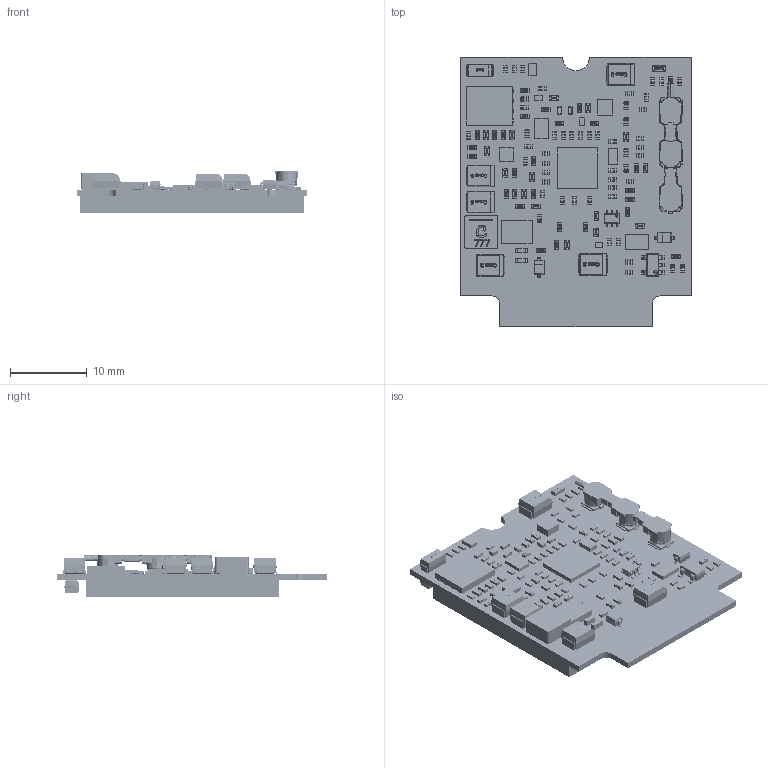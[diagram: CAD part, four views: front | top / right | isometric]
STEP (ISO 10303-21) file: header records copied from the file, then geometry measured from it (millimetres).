
FILE_DESCRIPTION(/* description */ ('PCB Design'),/* implementation_level */ '2;1');
FILE_NAME(/* name */ '20173047_NOTECARD-M2-NBX-NEWSTACKUP_V11',/* time_stamp */ '2020-04-06T16:54:21+02:00',/* author */ (''),/* organization */ (''),/* preprocessor_version */ 'ST-DEVELOPER v16',/* originating_system */ 'allegro_17.2S065',/* authorisation */ '');
FILE_SCHEMA (('AUTOMOTIVE_DESIGN { 1 0 10303 214 3 1 1 }'));
Products named in the file (68): 20173047_NOTECARD-M2-NBX-NEWSTACKUP_V11; BOARD_OUTLINE; COMPONENTS; CS-T-A; MOD-EG91; UDFN3; RS-0603; UFQFN12-0180X0180; J-3-MDS-UFL; CS-T-B; UFDFN3; MOD-BG95; IC-STSAFE-A100; UFQFN16; Y-ABS06; WLCSP144; LD-0402; WDFN8-EXP-0600X0500; VFLGA12; SOT363; SOT23-5; LS-0402; SOD323; IC-TPS6302X; CS-C-0603; LS-XFL4020; RS-0402; CS-C-0402; User Library-Tantalum Capacitor Case A_Tantalum case A part2; User Library-Tantalum Capacitor Case A_Tantalum case A part1; User Library-Tantalum Capacitor Case A; Document; User Library-RES_1609-0603; User Library-Tantalum Capacitor Case B_Tantalum case B part2; User Library-Tantalum Capacitor Case B_Tantalum case B part1; User Library-Tantalum Capacitor Case B; ASSEMBLY; User Library-led_0402; User Library-DFN8-5X6_Pad005; User Library-DFN8-5X6_Pad008 ...
Assembly tree (172 placements, depth 5):
  20173047_NOTECARD-M2-NBX-NEWSTACKUP_V11
    BOARD_OUTLINE
    COMPONENTS
      CS-T-A  x4
        User Library-Tantalum Capacitor Case A
          User Library-Tantalum Capacitor Case A_Tantalum case A part1
          User Library-Tantalum Capacitor Case A_Tantalum case A part2  x2
      MOD-EG91
        Document
      UDFN3
        Document
      RS-0603
        User Library-RES_1609-0603
      UFQFN12-0180X0180
        Document
      J-3-MDS-UFL  x3
        Document
      CS-T-B  x5
        User Library-Tantalum Capacitor Case B
          User Library-Tantalum Capacitor Case B_Tantalum case B part1
          User Library-Tantalum Capacitor Case B_Tantalum case B part2  x2
      UFDFN3  x3
        ASSEMBLY
          UFDFN3
      MOD-BG95
        Document
      IC-STSAFE-A100
        Document
      UFQFN16
        Document
      Y-ABS06
        Document
      WLCSP144
        Document
      LD-0402  x2
        User Library-led_0402
      WDFN8-EXP-0600X0500
        User Library-DFN8-5X6
          User Library-DFN8-5X6_Pad001
          User Library-DFN8-5X6_Pad002
          User Library-DFN8-5X6_Pad
          User Library-DFN8-5X6_Pad009
          User Library-DFN8-5X6_Pad003
          User Library-DFN8-5X6_Pad005
          User Library-DFN8-5X6_Pad004
          User Library-DFN8-5X6_Pad006
          User Library-DFN8-5X6_Pad007
          User Library-DFN8-5X6_Pad008
      VFLGA12
        Cubo
      SOT363
        SW3dPS-SW3dPS-SOT363
      SOT23-5
        User Library-SOT23-5-1
      LS-0402
        User Library-0402C
      SOD323  x2
        User Library-SOD323-1
      IC-TPS6302X
        Document
Bounding box: 30 x 35 x 5.58 mm (x, y, z)
Volume: 2894.5 mm3; surface area: 6602.1 mm2
Topology: 284 solids, 1129 shells, 10177 faces, 26735 edges, 18309 vertices
Faces by surface type: plane 5003, bspline 2924, cylinder 1800, torus 400, sphere 48, cone 2
Entity records: 73154 total; most frequent: CARTESIAN_POINT 28854, ORIENTED_EDGE 6832, DIRECTION 4829, EDGE_CURVE 4224, VERTEX_POINT 3273, AXIS2_PLACEMENT_3D 1829, VECTOR 1731, LINE 1731
